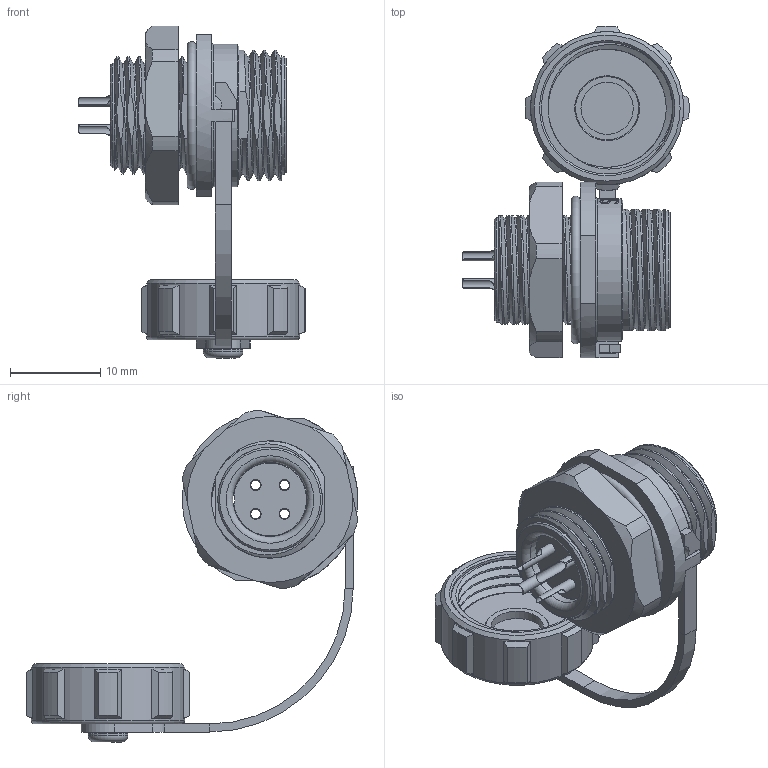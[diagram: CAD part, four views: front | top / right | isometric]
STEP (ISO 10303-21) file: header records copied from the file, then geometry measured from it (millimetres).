
FILE_DESCRIPTION((''),'2;1');
FILE_NAME('WEIPU_SP13_4_Pins.stp','2014-07-22T15:14:01',('grzegorz.suchecki'),(''),'Autodesk Inventor 2013','Autodesk Inventor 2013','');
FILE_SCHEMA(('AUTOMOTIVE_DESIGN { 1 0 10303 214 1 1 1 1 }'));
Length unit declared in the file: millimetre
Products named in the file (12): WEIPU_SP13_4_Pins; WEIPU_SP13_4_Pins_Assembly2; WEIPU_SP13_4_Pins_Part2; WEIPU_SP13_4_Pins_Assembly1; WEIPU_SP13_4_Pins_Part4; WEIPU_SP13_4_Pins_Part5; WEIPU_SP13_4_Pins_Part3; WEIPU_SP13_4_Pins_Part1; WEIPU_SP13_4_Pins_Part8; WEIPU_SP13_4_Pins_Assembly3; WEIPU_SP13_4_Pins_Part6; WEIPU_SP13_4_Pins_Part7
Assembly tree (14 placements, depth 4):
  WEIPU_SP13_4_Pins
    WEIPU_SP13_4_Pins_Assembly2
      WEIPU_SP13_4_Pins_Part2
      WEIPU_SP13_4_Pins_Assembly1
        WEIPU_SP13_4_Pins_Part4
        WEIPU_SP13_4_Pins_Part5  x4
    WEIPU_SP13_4_Pins_Part3
    WEIPU_SP13_4_Pins_Part1
    WEIPU_SP13_4_Pins_Part8
    WEIPU_SP13_4_Pins_Assembly3
      WEIPU_SP13_4_Pins_Part6
      WEIPU_SP13_4_Pins_Part7
Bounding box: 25.09 x 36.82 x 36.82 mm (x, y, z)
Volume: 3950.3 mm3; surface area: 6384.1 mm2
Topology: 11 solids, 11 shells, 504 faces, 1317 edges, 861 vertices
Faces by surface type: plane 246, cylinder 118, bspline 88, cone 39, torus 13
Full cylindrical faces by diameter (mm): 1.2 x5, 3 x1, 4.4 x1, 5.8 x1, 7 x2, 8.3 x1, 11.6 x1, 13.1 x1, 14.36 x1, 14.52 x2, 14.6 x1, 15.8 x1, 17 x1
Entity records: 21267 total; most frequent: CARTESIAN_POINT 10935, ORIENTED_EDGE 2216, DIRECTION 1761, EDGE_CURVE 1108, VERTEX_POINT 748, AXIS2_PLACEMENT_3D 608, VECTOR 545, LINE 545
